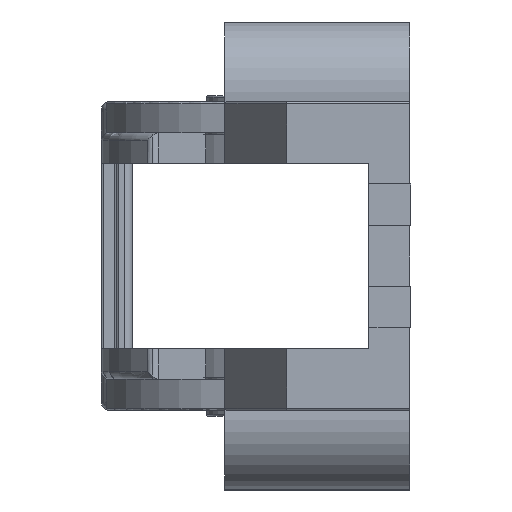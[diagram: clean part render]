
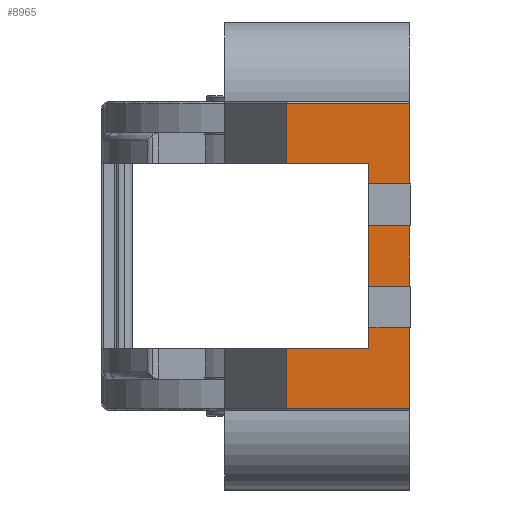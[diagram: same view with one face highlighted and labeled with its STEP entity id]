
A CAD part, left-side view. The second image highlights one B-rep face of the part: STEP entity #8965.
In plain terms, the highlighted planar face has unit normal (-1, 0, 0).
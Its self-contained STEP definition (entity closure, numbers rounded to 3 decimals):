
#72 = CARTESIAN_POINT ( 'NONE',  ( 194.74, -5.468, -42. ) ) ;
#283 = VECTOR ( 'NONE', #19199, 1000. ) ;
#690 = ORIENTED_EDGE ( 'NONE', *, *, #14588, .F. ) ;
#759 = EDGE_CURVE ( 'NONE', #4291, #15680, #12206, .T. ) ;
#843 = VECTOR ( 'NONE', #18235, 1000. ) ;
#854 = VERTEX_POINT ( 'NONE', #5675 ) ;
#1333 = CARTESIAN_POINT ( 'NONE',  ( 194.74, -5.468, -36. ) ) ;
#1768 = CARTESIAN_POINT ( 'NONE',  ( 194.74, -5.468, -36. ) ) ;
#1845 = FACE_OUTER_BOUND ( 'NONE', #13012, .T. ) ;
#1885 = EDGE_CURVE ( 'NONE', #16150, #18236, #6901, .T. ) ;
#2002 = ORIENTED_EDGE ( 'NONE', *, *, #759, .T. ) ;
#2064 = EDGE_CURVE ( 'NONE', #18661, #18520, #2892, .T. ) ;
#2362 = CARTESIAN_POINT ( 'NONE',  ( 194.74, -2.968, -71. ) ) ;
#2390 = DIRECTION ( 'NONE',  ( 0., 1., 0. ) ) ;
#2576 = ORIENTED_EDGE ( 'NONE', *, *, #10656, .F. ) ;
#2601 = CARTESIAN_POINT ( 'NONE',  ( 194.74, 5.032, -24.2 ) ) ;
#2624 = ORIENTED_EDGE ( 'NONE', *, *, #9293, .T. ) ;
#2650 = EDGE_CURVE ( 'NONE', #4291, #18722, #11550, .T. ) ;
#2892 = LINE ( 'NONE', #14965, #9024 ) ;
#3121 = LINE ( 'NONE', #8154, #283 ) ;
#3197 = LINE ( 'NONE', #2362, #11844 ) ;
#3247 = VECTOR ( 'NONE', #16030, 1000. ) ;
#3251 = EDGE_CURVE ( 'NONE', #15680, #854, #3121, .T. ) ;
#3434 = LINE ( 'NONE', #18364, #843 ) ;
#3517 = DIRECTION ( 'NONE',  ( -1., 0., 0. ) ) ;
#3574 = DIRECTION ( 'NONE',  ( 0., 0., 1. ) ) ;
#4083 = LINE ( 'NONE', #2601, #12013 ) ;
#4262 = CARTESIAN_POINT ( 'NONE',  ( 194.74, -2.968, -32. ) ) ;
#4291 = VERTEX_POINT ( 'NONE', #72 ) ;
#4307 = DIRECTION ( 'NONE',  ( 0., 0., 1. ) ) ;
#4534 = VECTOR ( 'NONE', #13140, 1000. ) ;
#4605 = VERTEX_POINT ( 'NONE', #11335 ) ;
#4663 = CARTESIAN_POINT ( 'NONE',  ( 194.74, 5.032, -24.2 ) ) ;
#4774 = VECTOR ( 'NONE', #7487, 1000. ) ;
#4835 = VERTEX_POINT ( 'NONE', #8944 ) ;
#5079 = DIRECTION ( 'NONE',  ( 0., -1., 0. ) ) ;
#5411 = EDGE_CURVE ( 'NONE', #18236, #854, #17876, .T. ) ;
#5439 = ORIENTED_EDGE ( 'NONE', *, *, #3251, .T. ) ;
#5588 = CARTESIAN_POINT ( 'NONE',  ( 194.74, -5.468, -46. ) ) ;
#5675 = CARTESIAN_POINT ( 'NONE',  ( 194.74, -2.968, -46. ) ) ;
#5745 = EDGE_CURVE ( 'NONE', #10206, #4835, #11264, .T. ) ;
#5919 = DIRECTION ( 'NONE',  ( 0., 0., -1. ) ) ;
#6129 = VECTOR ( 'NONE', #6582, 1000. ) ;
#6292 = ORIENTED_EDGE ( 'NONE', *, *, #14243, .F. ) ;
#6321 = ORIENTED_EDGE ( 'NONE', *, *, #5411, .F. ) ;
#6582 = DIRECTION ( 'NONE',  ( 0., -1., 0. ) ) ;
#6769 = VERTEX_POINT ( 'NONE', #4262 ) ;
#6901 = LINE ( 'NONE', #7256, #4534 ) ;
#7187 = CARTESIAN_POINT ( 'NONE',  ( 194.74, -5.468, -46. ) ) ;
#7256 = CARTESIAN_POINT ( 'NONE',  ( 194.74, -6.968, -48. ) ) ;
#7324 = VECTOR ( 'NONE', #11926, 1000. ) ;
#7383 = DIRECTION ( 'NONE',  ( 0., 0., -1. ) ) ;
#7401 = VECTOR ( 'NONE', #3574, 1000. ) ;
#7487 = DIRECTION ( 'NONE',  ( 0., 1., 0. ) ) ;
#7512 = EDGE_CURVE ( 'NONE', #4835, #16592, #16934, .T. ) ;
#8154 = CARTESIAN_POINT ( 'NONE',  ( 194.74, -5.468, -46. ) ) ;
#8370 = ORIENTED_EDGE ( 'NONE', *, *, #11636, .F. ) ;
#8829 = DIRECTION ( 'NONE',  ( 0., 0., -1. ) ) ;
#8944 = CARTESIAN_POINT ( 'NONE',  ( 194.74, 5.032, -30. ) ) ;
#8965 = ADVANCED_FACE ( 'NONE', ( #1845 ), #9751, .T. ) ;
#8971 = CARTESIAN_POINT ( 'NONE',  ( 194.74, 5.032, -24. ) ) ;
#9024 = VECTOR ( 'NONE', #7383, 1000. ) ;
#9293 = EDGE_CURVE ( 'NONE', #4605, #17645, #19254, .T. ) ;
#9488 = VECTOR ( 'NONE', #4307, 1000. ) ;
#9496 = DIRECTION ( 'NONE',  ( 0., 0., 1. ) ) ;
#9534 = ORIENTED_EDGE ( 'NONE', *, *, #2650, .F. ) ;
#9741 = ORIENTED_EDGE ( 'NONE', *, *, #1885, .F. ) ;
#9751 = PLANE ( 'NONE',  #16957 ) ;
#9791 = ORIENTED_EDGE ( 'NONE', *, *, #14499, .T. ) ;
#10206 = VERTEX_POINT ( 'NONE', #4663 ) ;
#10480 = ORIENTED_EDGE ( 'NONE', *, *, #5745, .T. ) ;
#10656 = EDGE_CURVE ( 'NONE', #18722, #19524, #3197, .T. ) ;
#10939 = ORIENTED_EDGE ( 'NONE', *, *, #7512, .T. ) ;
#11014 = CARTESIAN_POINT ( 'NONE',  ( 194.74, -6.968, -30. ) ) ;
#11031 = VECTOR ( 'NONE', #9496, 1000. ) ;
#11062 = CARTESIAN_POINT ( 'NONE',  ( 194.74, -5.468, -32. ) ) ;
#11145 = CARTESIAN_POINT ( 'NONE',  ( 194.74, -2.968, -36. ) ) ;
#11212 = CARTESIAN_POINT ( 'NONE',  ( 194.74, -6.968, -24.2 ) ) ;
#11264 = LINE ( 'NONE', #8971, #18833 ) ;
#11292 = ORIENTED_EDGE ( 'NONE', *, *, #17697, .T. ) ;
#11335 = CARTESIAN_POINT ( 'NONE',  ( 194.74, 5.032, -53.8 ) ) ;
#11550 = LINE ( 'NONE', #16463, #4774 ) ;
#11619 = CARTESIAN_POINT ( 'NONE',  ( 194.74, -2.968, -48. ) ) ;
#11636 = EDGE_CURVE ( 'NONE', #4605, #16150, #16785, .T. ) ;
#11749 = EDGE_CURVE ( 'NONE', #13486, #17645, #12507, .T. ) ;
#11844 = VECTOR ( 'NONE', #17480, 1000. ) ;
#11926 = DIRECTION ( 'NONE',  ( 0., 0., -1. ) ) ;
#12013 = VECTOR ( 'NONE', #2390, 1000. ) ;
#12182 = LINE ( 'NONE', #1333, #18325 ) ;
#12206 = LINE ( 'NONE', #7187, #7324 ) ;
#12337 = CARTESIAN_POINT ( 'NONE',  ( 194.74, -2.968, -71. ) ) ;
#12507 = LINE ( 'NONE', #13254, #15354 ) ;
#12528 = CARTESIAN_POINT ( 'NONE',  ( 194.74, -6.978, -43.45 ) ) ;
#12669 = CARTESIAN_POINT ( 'NONE',  ( 194.74, -2.968, -30. ) ) ;
#13012 = EDGE_LOOP ( 'NONE', ( #6292, #16178, #11292, #2576, #9534, #2002, #5439, #6321, #9741, #8370, #2624, #18426, #9791, #10480, #10939, #690 ) ) ;
#13140 = DIRECTION ( 'NONE',  ( 0., -1., 0. ) ) ;
#13254 = CARTESIAN_POINT ( 'NONE',  ( 194.74, -6.968, 38. ) ) ;
#13486 = VERTEX_POINT ( 'NONE', #11212 ) ;
#13981 = CARTESIAN_POINT ( 'NONE',  ( 194.74, 5.032, -54. ) ) ;
#14141 = CARTESIAN_POINT ( 'NONE',  ( 194.74, 5.032, -48. ) ) ;
#14243 = EDGE_CURVE ( 'NONE', #18661, #6769, #3434, .T. ) ;
#14253 = CARTESIAN_POINT ( 'NONE',  ( 194.74, -6.968, -53.8 ) ) ;
#14286 = CARTESIAN_POINT ( 'NONE',  ( 194.74, -2.968, -42. ) ) ;
#14499 = EDGE_CURVE ( 'NONE', #13486, #10206, #4083, .T. ) ;
#14588 = EDGE_CURVE ( 'NONE', #6769, #16592, #15560, .T. ) ;
#14965 = CARTESIAN_POINT ( 'NONE',  ( 194.74, -5.468, -32. ) ) ;
#15354 = VECTOR ( 'NONE', #8829, 1000. ) ;
#15560 = LINE ( 'NONE', #16436, #9488 ) ;
#15680 = VERTEX_POINT ( 'NONE', #5588 ) ;
#16030 = DIRECTION ( 'NONE',  ( 0., -1., 0. ) ) ;
#16150 = VERTEX_POINT ( 'NONE', #14141 ) ;
#16178 = ORIENTED_EDGE ( 'NONE', *, *, #2064, .T. ) ;
#16436 = CARTESIAN_POINT ( 'NONE',  ( 194.74, -2.968, -71. ) ) ;
#16463 = CARTESIAN_POINT ( 'NONE',  ( 194.74, -5.468, -42. ) ) ;
#16592 = VERTEX_POINT ( 'NONE', #12669 ) ;
#16785 = LINE ( 'NONE', #13981, #7401 ) ;
#16934 = LINE ( 'NONE', #11014, #6129 ) ;
#16957 = AXIS2_PLACEMENT_3D ( 'NONE', #12528, #3517, #5079 ) ;
#17480 = DIRECTION ( 'NONE',  ( 0., 0., 1. ) ) ;
#17645 = VERTEX_POINT ( 'NONE', #14253 ) ;
#17697 = EDGE_CURVE ( 'NONE', #18520, #19524, #12182, .T. ) ;
#17876 = LINE ( 'NONE', #12337, #11031 ) ;
#18235 = DIRECTION ( 'NONE',  ( 0., 1., 0. ) ) ;
#18236 = VERTEX_POINT ( 'NONE', #11619 ) ;
#18325 = VECTOR ( 'NONE', #19410, 1000. ) ;
#18364 = CARTESIAN_POINT ( 'NONE',  ( 194.74, -5.468, -32. ) ) ;
#18426 = ORIENTED_EDGE ( 'NONE', *, *, #11749, .F. ) ;
#18520 = VERTEX_POINT ( 'NONE', #1768 ) ;
#18661 = VERTEX_POINT ( 'NONE', #11062 ) ;
#18722 = VERTEX_POINT ( 'NONE', #14286 ) ;
#18833 = VECTOR ( 'NONE', #5919, 1000. ) ;
#18875 = CARTESIAN_POINT ( 'NONE',  ( 194.74, -6.968, -53.8 ) ) ;
#19199 = DIRECTION ( 'NONE',  ( 0., 1., 0. ) ) ;
#19254 = LINE ( 'NONE', #18875, #3247 ) ;
#19410 = DIRECTION ( 'NONE',  ( 0., 1., 0. ) ) ;
#19524 = VERTEX_POINT ( 'NONE', #11145 ) ;
